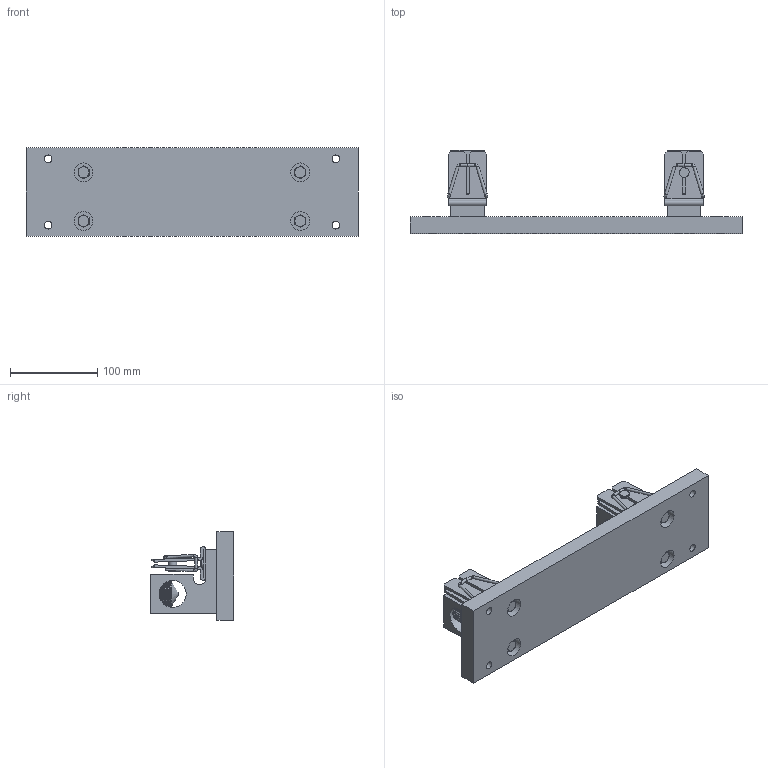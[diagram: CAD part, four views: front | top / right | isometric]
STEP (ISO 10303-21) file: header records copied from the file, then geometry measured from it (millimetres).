
FILE_DESCRIPTION (( 'STEP AP214' ), '1' );
FILE_NAME ('05D0146rev-.STEP', '2013-11-22T16:51:04', ( '' ), ( '' ), 'SwSTEP 2.0', 'SolidWorks 2013', '' );
FILE_SCHEMA (( 'AUTOMOTIVE_DESIGN' ));
Length unit declared in the file: inch
Products named in the file (1): 05D0146rev-
Bounding box: 381 x 95.25 x 101.6 mm (x, y, z)
Volume: 992763.3 mm3; surface area: 206167.9 mm2
Topology: 18 solids, 18 shells, 511 faces, 1244 edges, 791 vertices
Faces by surface type: plane 214, cylinder 142, cone 123, bspline 32
Full cylindrical faces by diameter (mm): 6.528 x4, 6.756 x4, 7.937 x2, 7.938 x6, 8.611 x4, 8.738 x4, 9.525 x1, 9.576 x4, 11.125 x1, 15.875 x4, 19.05 x4, 21.59 x4, 26.591 x2, 27.812 x28, 29.718 x26, 30.937 x2
Entity records: 26532 total; most frequent: CARTESIAN_POINT 9556, DIRECTION 1918, ORIENTED_EDGE 1878, EDGE_CURVE 939, EDGE_LOOP 782, AXIS2_PLACEMENT_3D 737, VERTEX_POINT 691, FACE_OUTER_BOUND 643
